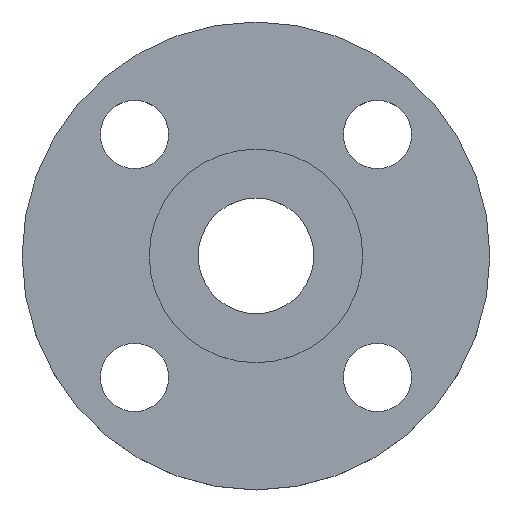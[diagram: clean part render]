
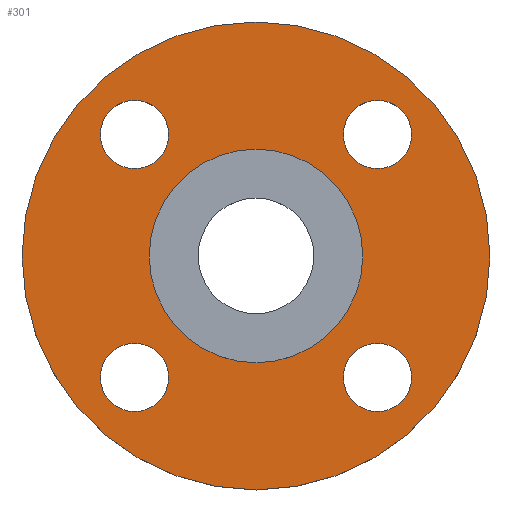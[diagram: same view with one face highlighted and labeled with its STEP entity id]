
A CAD part, top view. The second image highlights one B-rep face of the part: STEP entity #301.
In plain terms, the highlighted planar face has unit normal (0, 0, 1).
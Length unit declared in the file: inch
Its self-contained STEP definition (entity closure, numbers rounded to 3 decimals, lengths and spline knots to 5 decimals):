
#3 = ORIENTED_EDGE ( 'NONE', *, *, #350, .F. ) ;
#9 = EDGE_LOOP ( 'NONE', ( #113, #3 ) ) ;
#13 = EDGE_LOOP ( 'NONE', ( #633, #219 ) ) ;
#16 = CARTESIAN_POINT ( 'NONE',  ( -2.125, 0., -0.0625 ) ) ;
#18 = EDGE_CURVE ( 'NONE', #98, #599, #172, .T. ) ;
#21 = CARTESIAN_POINT ( 'NONE',  ( 1.10309, 1.10309, -0.0625 ) ) ;
#28 = DIRECTION ( 'NONE',  ( 0., 0., 1. ) ) ;
#34 = EDGE_CURVE ( 'NONE', #599, #98, #222, .T. ) ;
#35 = DIRECTION ( 'NONE',  ( 0., 0., -1. ) ) ;
#40 = VERTEX_POINT ( 'NONE', #583 ) ;
#45 = EDGE_LOOP ( 'NONE', ( #655, #375 ) ) ;
#56 = DIRECTION ( 'NONE',  ( 1., 0., 0. ) ) ;
#66 = AXIS2_PLACEMENT_3D ( 'NONE', #175, #429, #247 ) ;
#78 = ORIENTED_EDGE ( 'NONE', *, *, #410, .T. ) ;
#86 = DIRECTION ( 'NONE',  ( 0., 0., 1. ) ) ;
#94 = VERTEX_POINT ( 'NONE', #140 ) ;
#98 = VERTEX_POINT ( 'NONE', #455 ) ;
#102 = FACE_OUTER_BOUND ( 'NONE', #110, .T. ) ;
#106 = CIRCLE ( 'NONE', #557, 0.31 ) ;
#110 = EDGE_LOOP ( 'NONE', ( #78, #131 ) ) ;
#113 = ORIENTED_EDGE ( 'NONE', *, *, #613, .F. ) ;
#117 = ORIENTED_EDGE ( 'NONE', *, *, #34, .F. ) ;
#120 = CARTESIAN_POINT ( 'NONE',  ( -0.97, 0., -0.0625 ) ) ;
#125 = AXIS2_PLACEMENT_3D ( 'NONE', #498, #754, #504 ) ;
#131 = ORIENTED_EDGE ( 'NONE', *, *, #649, .T. ) ;
#135 = VERTEX_POINT ( 'NONE', #265 ) ;
#136 = AXIS2_PLACEMENT_3D ( 'NONE', #365, #241, #486 ) ;
#140 = CARTESIAN_POINT ( 'NONE',  ( -1.10309, 1.41309, -0.0625 ) ) ;
#154 = DIRECTION ( 'NONE',  ( 1., 0., 0. ) ) ;
#158 = EDGE_CURVE ( 'NONE', #40, #379, #259, .T. ) ;
#159 = AXIS2_PLACEMENT_3D ( 'NONE', #334, #86, #711 ) ;
#167 = CARTESIAN_POINT ( 'NONE',  ( -1.41309, -1.10309, -0.0625 ) ) ;
#172 = CIRCLE ( 'NONE', #159, 0.31 ) ;
#173 = EDGE_LOOP ( 'NONE', ( #783, #651 ) ) ;
#175 = CARTESIAN_POINT ( 'NONE',  ( 0., 0., -0.0625 ) ) ;
#185 = EDGE_CURVE ( 'NONE', #499, #94, #534, .T. ) ;
#208 = DIRECTION ( 'NONE',  ( 0., 0., 1. ) ) ;
#215 = CIRCLE ( 'NONE', #627, 0.31 ) ;
#219 = ORIENTED_EDGE ( 'NONE', *, *, #185, .F. ) ;
#222 = CIRCLE ( 'NONE', #311, 0.31 ) ;
#224 = ORIENTED_EDGE ( 'NONE', *, *, #18, .F. ) ;
#233 = DIRECTION ( 'NONE',  ( 0., 0., 1. ) ) ;
#236 = AXIS2_PLACEMENT_3D ( 'NONE', #573, #28, #268 ) ;
#241 = DIRECTION ( 'NONE',  ( 0., 0., 1. ) ) ;
#247 = DIRECTION ( 'NONE',  ( 1., 0., 0. ) ) ;
#251 = EDGE_LOOP ( 'NONE', ( #117, #224 ) ) ;
#259 = CIRCLE ( 'NONE', #431, 0.97 ) ;
#263 = CARTESIAN_POINT ( 'NONE',  ( 1.10309, -1.10309, -0.0625 ) ) ;
#265 = CARTESIAN_POINT ( 'NONE',  ( 1.10309, -1.41309, -0.0625 ) ) ;
#268 = DIRECTION ( 'NONE',  ( 1., 0., 0. ) ) ;
#278 = DIRECTION ( 'NONE',  ( 1., 0., 0. ) ) ;
#279 = CIRCLE ( 'NONE', #575, 0.31 ) ;
#288 = FACE_BOUND ( 'NONE', #45, .T. ) ;
#290 = DIRECTION ( 'NONE',  ( 0., 0., 1. ) ) ;
#301 = ADVANCED_FACE ( 'NONE', ( #358, #288, #722, #774, #779, #102 ), #484, .T. ) ;
#311 = AXIS2_PLACEMENT_3D ( 'NONE', #21, #208, #278 ) ;
#315 = VERTEX_POINT ( 'NONE', #167 ) ;
#326 = CARTESIAN_POINT ( 'NONE',  ( 0., 0., -0.0625 ) ) ;
#334 = CARTESIAN_POINT ( 'NONE',  ( 1.10309, 1.10309, -0.0625 ) ) ;
#349 = VERTEX_POINT ( 'NONE', #16 ) ;
#350 = EDGE_CURVE ( 'NONE', #723, #135, #106, .T. ) ;
#358 = FACE_BOUND ( 'NONE', #9, .T. ) ;
#365 = CARTESIAN_POINT ( 'NONE',  ( -1.10309, -1.10309, -0.0625 ) ) ;
#370 = DIRECTION ( 'NONE',  ( 0., 0., 1. ) ) ;
#375 = ORIENTED_EDGE ( 'NONE', *, *, #710, .F. ) ;
#379 = VERTEX_POINT ( 'NONE', #120 ) ;
#383 = CIRCLE ( 'NONE', #66, 2.125 ) ;
#390 = VERTEX_POINT ( 'NONE', #695 ) ;
#407 = VERTEX_POINT ( 'NONE', #685 ) ;
#410 = EDGE_CURVE ( 'NONE', #407, #349, #480, .T. ) ;
#429 = DIRECTION ( 'NONE',  ( 0., 0., 1. ) ) ;
#431 = AXIS2_PLACEMENT_3D ( 'NONE', #326, #35, #154 ) ;
#454 = DIRECTION ( 'NONE',  ( 0., 0., 1. ) ) ;
#455 = CARTESIAN_POINT ( 'NONE',  ( 0.79309, 1.10309, -0.0625 ) ) ;
#473 = DIRECTION ( 'NONE',  ( 0., 0., 1. ) ) ;
#474 = CIRCLE ( 'NONE', #125, 0.97 ) ;
#480 = CIRCLE ( 'NONE', #236, 2.125 ) ;
#484 = PLANE ( 'NONE',  #493 ) ;
#486 = DIRECTION ( 'NONE',  ( -1., 0., 0. ) ) ;
#491 = DIRECTION ( 'NONE',  ( 0., 1., 0. ) ) ;
#493 = AXIS2_PLACEMENT_3D ( 'NONE', #603, #473, #56 ) ;
#498 = CARTESIAN_POINT ( 'NONE',  ( 0., 0., -0.0625 ) ) ;
#499 = VERTEX_POINT ( 'NONE', #773 ) ;
#504 = DIRECTION ( 'NONE',  ( 1., 0., 0. ) ) ;
#516 = AXIS2_PLACEMENT_3D ( 'NONE', #782, #541, #714 ) ;
#534 = CIRCLE ( 'NONE', #516, 0.31 ) ;
#537 = DIRECTION ( 'NONE',  ( -1., 0., 0. ) ) ;
#541 = DIRECTION ( 'NONE',  ( 0., 0., 1. ) ) ;
#552 = CIRCLE ( 'NONE', #136, 0.31 ) ;
#557 = AXIS2_PLACEMENT_3D ( 'NONE', #263, #454, #690 ) ;
#573 = CARTESIAN_POINT ( 'NONE',  ( 0., 0., -0.0625 ) ) ;
#575 = AXIS2_PLACEMENT_3D ( 'NONE', #784, #233, #600 ) ;
#583 = CARTESIAN_POINT ( 'NONE',  ( 0.97, 0., -0.0625 ) ) ;
#587 = AXIS2_PLACEMENT_3D ( 'NONE', #673, #370, #491 ) ;
#596 = CARTESIAN_POINT ( 'NONE',  ( 1.41309, 1.10309, -0.0625 ) ) ;
#599 = VERTEX_POINT ( 'NONE', #596 ) ;
#600 = DIRECTION ( 'NONE',  ( 0., -1., 0. ) ) ;
#601 = EDGE_CURVE ( 'NONE', #315, #390, #215, .T. ) ;
#603 = CARTESIAN_POINT ( 'NONE',  ( 0., 0., -0.0625 ) ) ;
#613 = EDGE_CURVE ( 'NONE', #135, #723, #279, .T. ) ;
#627 = AXIS2_PLACEMENT_3D ( 'NONE', #640, #290, #537 ) ;
#633 = ORIENTED_EDGE ( 'NONE', *, *, #719, .F. ) ;
#640 = CARTESIAN_POINT ( 'NONE',  ( -1.10309, -1.10309, -0.0625 ) ) ;
#649 = EDGE_CURVE ( 'NONE', #349, #407, #383, .T. ) ;
#651 = ORIENTED_EDGE ( 'NONE', *, *, #778, .T. ) ;
#655 = ORIENTED_EDGE ( 'NONE', *, *, #601, .F. ) ;
#673 = CARTESIAN_POINT ( 'NONE',  ( -1.10309, 1.10309, -0.0625 ) ) ;
#685 = CARTESIAN_POINT ( 'NONE',  ( 2.125, 0., -0.0625 ) ) ;
#690 = DIRECTION ( 'NONE',  ( 0., -1., 0. ) ) ;
#695 = CARTESIAN_POINT ( 'NONE',  ( -0.79309, -1.10309, -0.0625 ) ) ;
#710 = EDGE_CURVE ( 'NONE', #390, #315, #552, .T. ) ;
#711 = DIRECTION ( 'NONE',  ( 1., 0., 0. ) ) ;
#714 = DIRECTION ( 'NONE',  ( 0., 1., 0. ) ) ;
#719 = EDGE_CURVE ( 'NONE', #94, #499, #781, .T. ) ;
#722 = FACE_BOUND ( 'NONE', #13, .T. ) ;
#723 = VERTEX_POINT ( 'NONE', #738 ) ;
#738 = CARTESIAN_POINT ( 'NONE',  ( 1.10309, -0.79309, -0.0625 ) ) ;
#754 = DIRECTION ( 'NONE',  ( 0., 0., -1. ) ) ;
#773 = CARTESIAN_POINT ( 'NONE',  ( -1.10309, 0.79309, -0.0625 ) ) ;
#774 = FACE_BOUND ( 'NONE', #251, .T. ) ;
#778 = EDGE_CURVE ( 'NONE', #379, #40, #474, .T. ) ;
#779 = FACE_BOUND ( 'NONE', #173, .T. ) ;
#781 = CIRCLE ( 'NONE', #587, 0.31 ) ;
#782 = CARTESIAN_POINT ( 'NONE',  ( -1.10309, 1.10309, -0.0625 ) ) ;
#783 = ORIENTED_EDGE ( 'NONE', *, *, #158, .T. ) ;
#784 = CARTESIAN_POINT ( 'NONE',  ( 1.10309, -1.10309, -0.0625 ) ) ;
